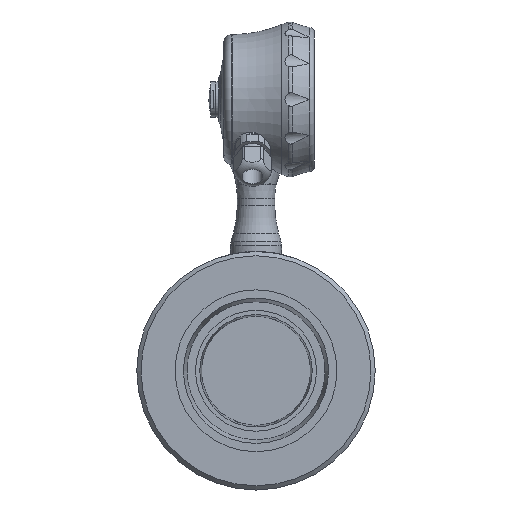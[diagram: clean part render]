
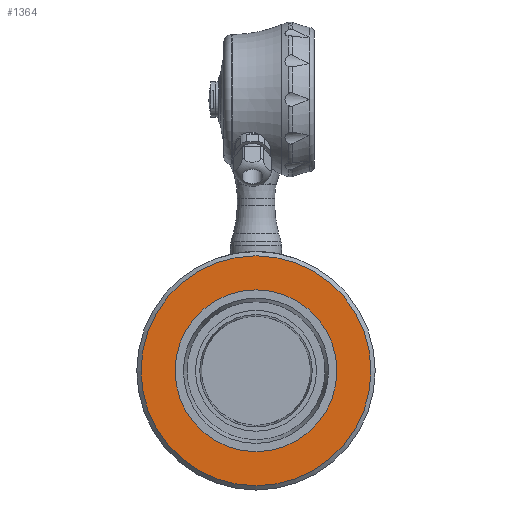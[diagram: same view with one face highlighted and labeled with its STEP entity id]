
A CAD part, front view. The second image highlights one B-rep face of the part: STEP entity #1364.
In plain terms, the highlighted planar face has unit normal (0, -1, 0).
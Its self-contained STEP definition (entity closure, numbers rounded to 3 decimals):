
#1364 = ADVANCED_FACE( '', ( #2912, #2913 ), #2914, .T. );
#2912 = FACE_OUTER_BOUND( '', #5116, .T. );
#2913 = FACE_BOUND( '', #5117, .T. );
#2914 = PLANE( '', #5118 );
#5116 = EDGE_LOOP( '', ( #9354 ) );
#5117 = EDGE_LOOP( '', ( #9355 ) );
#5118 = AXIS2_PLACEMENT_3D( '', #9356, #9357, #9358 );
#9354 = ORIENTED_EDGE( '', *, *, #10641, .T. );
#9355 = ORIENTED_EDGE( '', *, *, #11030, .F. );
#9356 = CARTESIAN_POINT( '', ( 0., -50., 47.5 ) );
#9357 = DIRECTION( '', ( 0., -1., 0. ) );
#9358 = DIRECTION( '', ( 0., 0., 1. ) );
#10641 = EDGE_CURVE( '', #12715, #12715, #12716, .T. );
#11030 = EDGE_CURVE( '', #13356, #13356, #13357, .T. );
#12715 = VERTEX_POINT( '', #16155 );
#12716 = CIRCLE( '', #16156, 67.5 );
#13356 = VERTEX_POINT( '', #17560 );
#13357 = CIRCLE( '', #17561, 47.5 );
#16155 = CARTESIAN_POINT( '', ( 0., -50., 67.5 ) );
#16156 = AXIS2_PLACEMENT_3D( '', #21825, #21826, #21827 );
#17560 = CARTESIAN_POINT( '', ( 0., -50., 47.5 ) );
#17561 = AXIS2_PLACEMENT_3D( '', #22268, #22269, #22270 );
#21825 = CARTESIAN_POINT( '', ( 0., -50., 0. ) );
#21826 = DIRECTION( '', ( 0., -1., 0. ) );
#21827 = DIRECTION( '', ( 0., 0., 1. ) );
#22268 = CARTESIAN_POINT( '', ( 0., -50., 0. ) );
#22269 = DIRECTION( '', ( 0., -1., 0. ) );
#22270 = DIRECTION( '', ( 0., 0., 1. ) );
